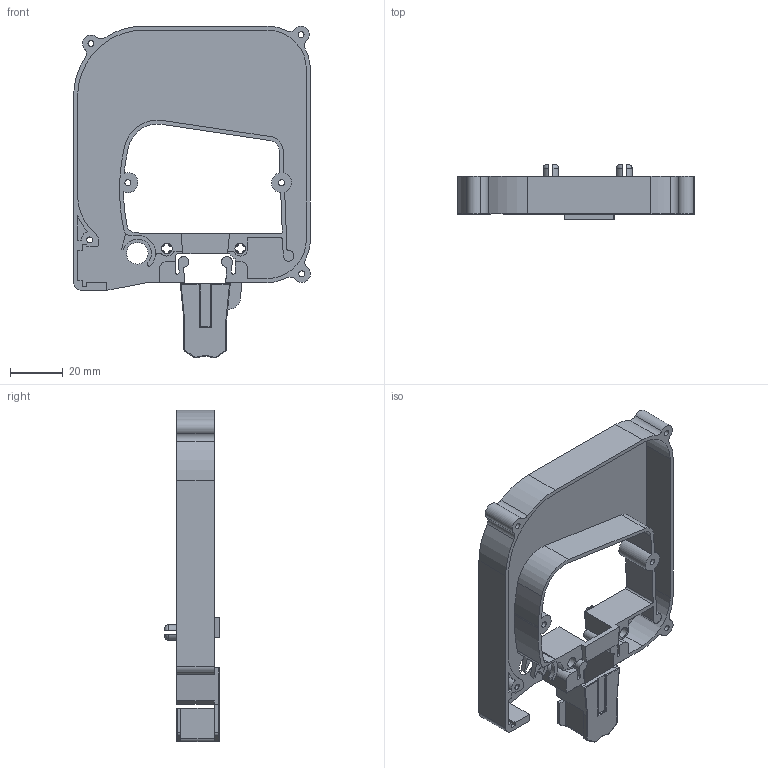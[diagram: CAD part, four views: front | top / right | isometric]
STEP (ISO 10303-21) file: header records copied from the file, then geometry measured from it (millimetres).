
FILE_DESCRIPTION(/* description */ ('STEP AP242','CAx-IF Rec.Pracs.---Representation and Presentation of Product Manufacturing Information (PMI)---4.0---2014-10-13','CAx-IF Rec.Pracs.---3D Tessellated Geometry---0.4---2014-09-14','2;1'),/* implementation_level */ '2;1');
FILE_NAME(/* name */ '68b4bed4c03a508ce4a6968d',/* time_stamp */ '2025-08-31T21:29:56Z',/* author */ (''),/* organization */ (''),/* preprocessor_version */ 'ST-DEVELOPER v20',/* originating_system */ 'ONSHAPE BY PTC INC, 1.203',/* authorisation */ ' ');
FILE_SCHEMA (('AP242_MANAGED_MODEL_BASED_3D_ENGINEERING_MIM_LF { 1 0 10303 442 1 1 4 }'));
Length unit declared in the file: metre
Products named in the file (1): UGC-136 Bottom
Bounding box: 90.08 x 20.83 x 126.27 mm (x, y, z)
Volume: 27216 mm3; surface area: 32627.3 mm2
Topology: 1 solids, 1 shells, 335 faces, 957 edges, 623 vertices
Faces by surface type: plane 153, cylinder 148, torus 33, cone 1
Full cylindrical faces by diameter (mm): 2.286 x6, 4.064 x2, 8.319 x2
Entity records: 10971 total; most frequent: CARTESIAN_POINT 2061, DIRECTION 1891, ORIENTED_EDGE 1876, EDGE_CURVE 938, AXIS2_PLACEMENT_3D 669, VERTEX_POINT 615, LINE 553, VECTOR 553
